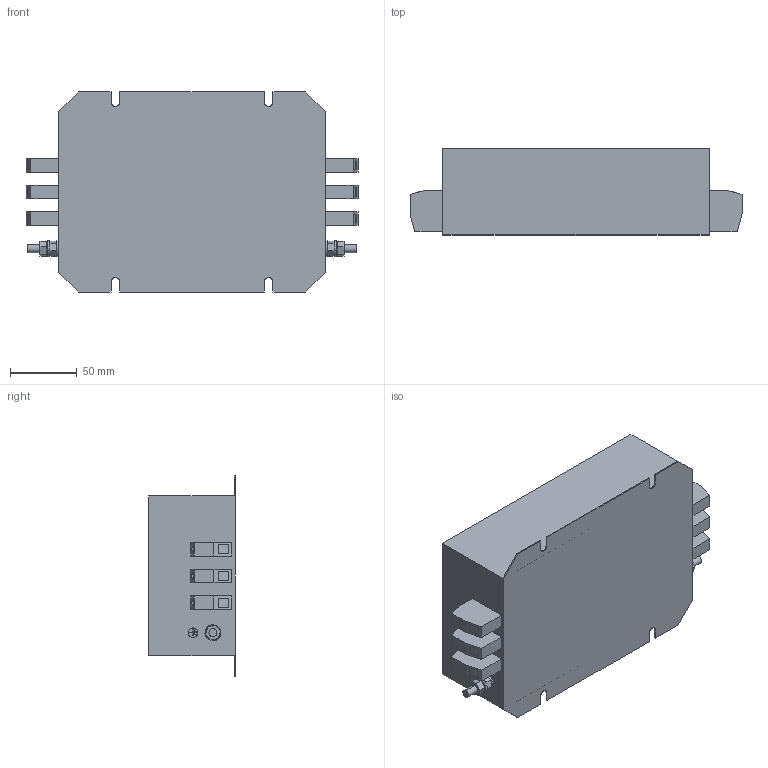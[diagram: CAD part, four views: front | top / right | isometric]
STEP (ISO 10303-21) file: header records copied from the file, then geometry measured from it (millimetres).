
FILE_DESCRIPTION (( 'STEP AP214' ), '1' );
FILE_NAME ('321778.STEP', '2024-01-19T13:31:51', ( '' ), ( '' ), 'SwSTEP 2.0', 'SolidWorks 2022', '' );
FILE_SCHEMA (( 'AUTOMOTIVE_DESIGN' ));
Length unit declared in the file: millimetre
Products named in the file (1): 321778
Bounding box: 249 x 65.05 x 150 mm (x, y, z)
Volume: 1610477.1 mm3; surface area: 114126.7 mm2
Topology: 1 solids, 15 shells, 327 faces, 750 edges, 492 vertices
Faces by surface type: plane 261, cylinder 66
Entity records: 9162 total; most frequent: CARTESIAN_POINT 1570, DIRECTION 1562, ORIENTED_EDGE 1500, EDGE_CURVE 750, VECTOR 594, LINE 594, VERTEX_POINT 492, AXIS2_PLACEMENT_3D 484
